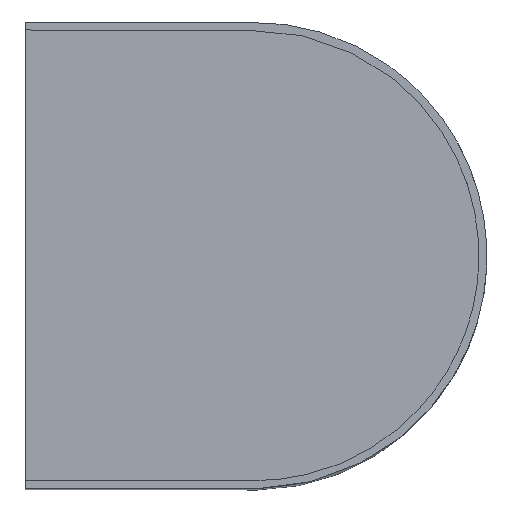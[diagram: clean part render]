
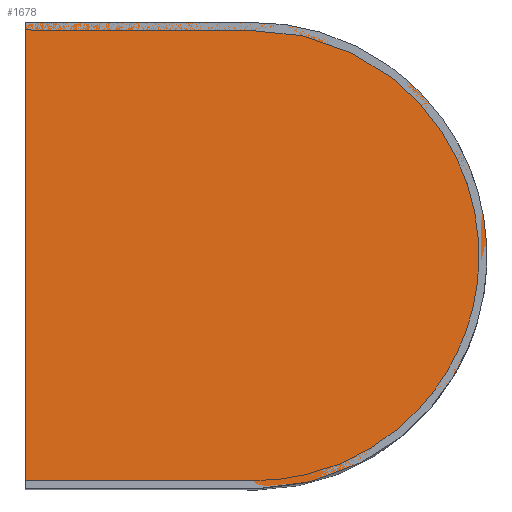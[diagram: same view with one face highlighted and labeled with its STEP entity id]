
A CAD part, top view. The second image highlights one B-rep face of the part: STEP entity #1678.
In plain terms, the highlighted planar face has unit normal (0.707, 0, 0.707).
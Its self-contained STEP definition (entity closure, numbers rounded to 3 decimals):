
#45=ELLIPSE('',#1891,66.044,46.7);
#154=PLANE('',#1893);
#256=FACE_OUTER_BOUND('',#366,.T.);
#366=EDGE_LOOP('',(#1537,#1538,#1539,#1540));
#490=LINE('',#3144,#622);
#495=LINE('',#3153,#627);
#498=LINE('',#3172,#630);
#622=VECTOR('',#2388,10.);
#627=VECTOR('',#2395,10.);
#630=VECTOR('',#2406,10.);
#837=VERTEX_POINT('',#3140);
#839=VERTEX_POINT('',#3143);
#842=VERTEX_POINT('',#3151);
#844=VERTEX_POINT('',#3168);
#1066=EDGE_CURVE('',#839,#837,#490,.T.);
#1071=EDGE_CURVE('',#837,#842,#495,.T.);
#1074=EDGE_CURVE('',#842,#844,#45,.T.);
#1076=EDGE_CURVE('',#844,#839,#498,.T.);
#1537=ORIENTED_EDGE('',*,*,#1066,.T.);
#1538=ORIENTED_EDGE('',*,*,#1071,.T.);
#1539=ORIENTED_EDGE('',*,*,#1074,.T.);
#1540=ORIENTED_EDGE('',*,*,#1076,.T.);
#1678=ADVANCED_FACE('',(#256),#154,.T.);
#1891=AXIS2_PLACEMENT_3D('',#3169,#2401,#2402);
#1893=AXIS2_PLACEMENT_3D('',#3173,#2407,#2408);
#2388=DIRECTION('',(0.,-1.,0.));
#2395=DIRECTION('',(0.707,0.,-0.707));
#2401=DIRECTION('center_axis',(0.707,0.,0.707));
#2402=DIRECTION('ref_axis',(0.707,0.,-0.707));
#2406=DIRECTION('',(-0.707,0.,0.707));
#2407=DIRECTION('center_axis',(0.707,0.,0.707));
#2408=DIRECTION('ref_axis',(0.,1.,0.));
#3140=CARTESIAN_POINT('',(-45.8,-46.693,195.));
#3143=CARTESIAN_POINT('',(-45.8,46.693,195.));
#3144=CARTESIAN_POINT('',(-45.8,46.693,195.));
#3151=CARTESIAN_POINT('',(0.8,-46.693,148.4));
#3153=CARTESIAN_POINT('',(-45.8,-46.693,195.));
#3168=CARTESIAN_POINT('',(-0.8,46.693,150.));
#3169=CARTESIAN_POINT('Origin',(0.,0.,149.2));
#3172=CARTESIAN_POINT('',(-0.8,46.693,150.));
#3173=CARTESIAN_POINT('Origin',(0.45,0.003,148.75));
